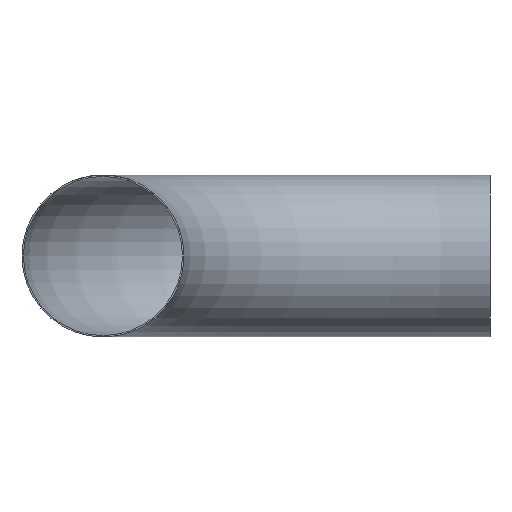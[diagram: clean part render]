
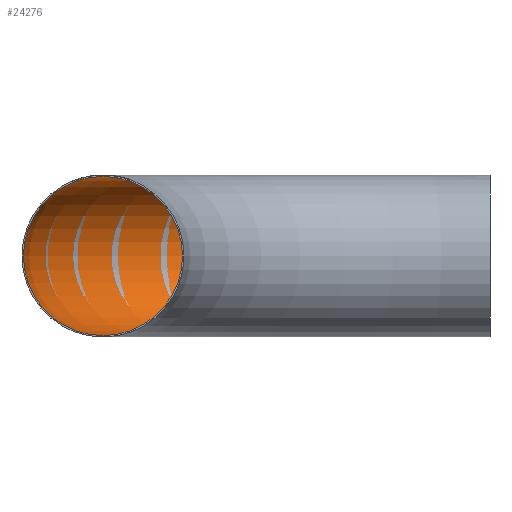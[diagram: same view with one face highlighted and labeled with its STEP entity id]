
A CAD part, front view. The second image highlights one B-rep face of the part: STEP entity #24276.
In plain terms, the highlighted toroidal (fillet/blend) face has major radius 850 mm and minor radius 174.8 mm.
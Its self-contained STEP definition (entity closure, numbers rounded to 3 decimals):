
#1159 = CARTESIAN_POINT ( 'NONE',  ( -850., 0., 0. ) ) ;
#2554 = FACE_OUTER_BOUND ( 'NONE', #29810, .T. ) ;
#2938 = EDGE_CURVE ( 'NONE', #30855, #30855, #21764, .T. ) ;
#3359 = VERTEX_POINT ( 'NONE', #11549 ) ;
#3603 = ORIENTED_EDGE ( 'NONE', *, *, #2938, .F. ) ;
#5106 = CARTESIAN_POINT ( 'NONE',  ( 0., 0., 0. ) ) ;
#11549 = CARTESIAN_POINT ( 'NONE',  ( 0., 1024.8, 0. ) ) ;
#11724 = CARTESIAN_POINT ( 'NONE',  ( -850., 0., 174.8 ) ) ;
#11886 = AXIS2_PLACEMENT_3D ( 'NONE', #1159, #26110, #17917 ) ;
#14294 = CARTESIAN_POINT ( 'NONE',  ( 0., 850., 0. ) ) ;
#15463 = AXIS2_PLACEMENT_3D ( 'NONE', #14294, #27770, #33776 ) ;
#16777 = FACE_OUTER_BOUND ( 'NONE', #35936, .T. ) ;
#17917 = DIRECTION ( 'NONE',  ( 0., 0., 1. ) ) ;
#18488 = EDGE_CURVE ( 'NONE', #3359, #3359, #35775, .T. ) ;
#21764 = CIRCLE ( 'NONE', #11886, 174.8 ) ;
#22036 = DIRECTION ( 'NONE',  ( -1., 0., 0. ) ) ;
#24276 = ADVANCED_FACE ( 'NONE', ( #16777, #2554 ), #30367, .F. ) ;
#25319 = DIRECTION ( 'NONE',  ( 0., 0., -1. ) ) ;
#25606 = ORIENTED_EDGE ( 'NONE', *, *, #18488, .T. ) ;
#26110 = DIRECTION ( 'NONE',  ( 0., 1., 0. ) ) ;
#27770 = DIRECTION ( 'NONE',  ( 1., 0., 0. ) ) ;
#29810 = EDGE_LOOP ( 'NONE', ( #3603 ) ) ;
#30367 = TOROIDAL_SURFACE ( 'NONE', #31522, 850., 174.8 ) ;
#30855 = VERTEX_POINT ( 'NONE', #11724 ) ;
#31522 = AXIS2_PLACEMENT_3D ( 'NONE', #5106, #25319, #22036 ) ;
#33776 = DIRECTION ( 'NONE',  ( 0., 1., 0. ) ) ;
#35775 = CIRCLE ( 'NONE', #15463, 174.8 ) ;
#35936 = EDGE_LOOP ( 'NONE', ( #25606 ) ) ;
